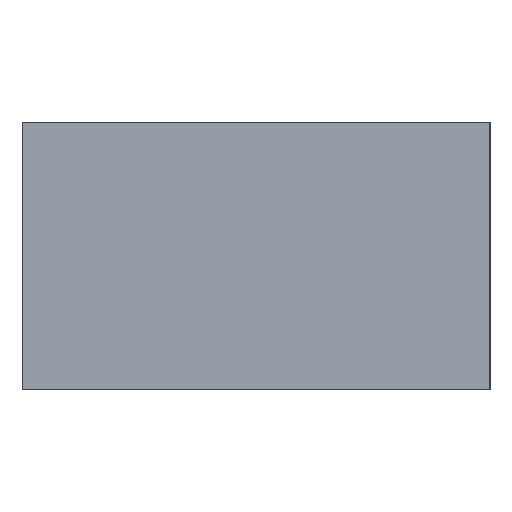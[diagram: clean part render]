
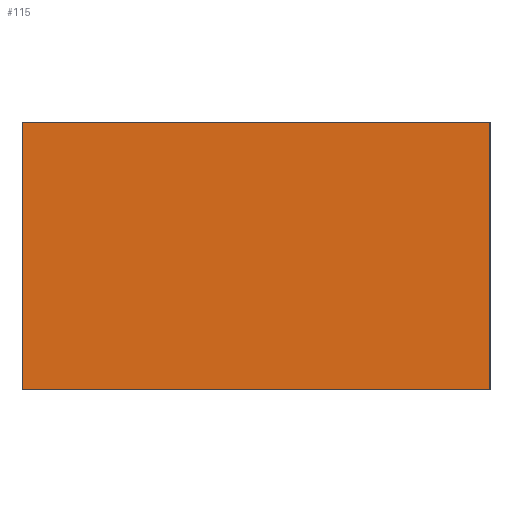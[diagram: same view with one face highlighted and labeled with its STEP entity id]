
A CAD part, left-side view. The second image highlights one B-rep face of the part: STEP entity #115.
In plain terms, the highlighted planar face has unit normal (-1, 0, 0).
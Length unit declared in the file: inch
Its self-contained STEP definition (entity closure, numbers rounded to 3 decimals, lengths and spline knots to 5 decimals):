
#115=ADVANCED_FACE('',(#142),#131,.F.);
#131=PLANE('',#367);
#142=FACE_OUTER_BOUND('',#152,.T.);
#152=EDGE_LOOP('',(#176,#177,#178,#179));
#176=ORIENTED_EDGE('',*,*,#274,.T.);
#177=ORIENTED_EDGE('',*,*,#275,.F.);
#178=ORIENTED_EDGE('',*,*,#276,.F.);
#179=ORIENTED_EDGE('',*,*,#277,.T.);
#248=VERTEX_POINT('',#471);
#249=VERTEX_POINT('',#472);
#250=VERTEX_POINT('',#474);
#251=VERTEX_POINT('',#476);
#274=EDGE_CURVE('',#248,#249,#310,.T.);
#275=EDGE_CURVE('',#250,#249,#311,.T.);
#276=EDGE_CURVE('',#251,#250,#312,.T.);
#277=EDGE_CURVE('',#251,#248,#313,.T.);
#310=LINE('',#470,#338);
#311=LINE('',#473,#339);
#312=LINE('',#475,#340);
#313=LINE('',#477,#341);
#338=VECTOR('',#393,1.);
#339=VECTOR('',#394,1.);
#340=VECTOR('',#395,1.);
#341=VECTOR('',#396,1.);
#367=AXIS2_PLACEMENT_3D('',#478,#397,#398);
#393=DIRECTION('',(0.,-1.,0.));
#394=DIRECTION('',(0.,0.,-1.));
#395=DIRECTION('',(0.,-1.,0.));
#396=DIRECTION('',(0.,0.,-1.));
#397=DIRECTION('',(1.,0.,0.));
#398=DIRECTION('',(0.,1.,0.));
#470=CARTESIAN_POINT('',(0.,1.75,0.));
#471=CARTESIAN_POINT('',(0.,1.75,0.));
#472=CARTESIAN_POINT('',(0.,0.,0.));
#473=CARTESIAN_POINT('',(0.,0.,1.));
#474=CARTESIAN_POINT('',(0.,0.,1.));
#475=CARTESIAN_POINT('',(0.,1.75,1.));
#476=CARTESIAN_POINT('',(0.,1.75,1.));
#477=CARTESIAN_POINT('',(0.,1.75,1.));
#478=CARTESIAN_POINT('',(0.,1.75,1.));
